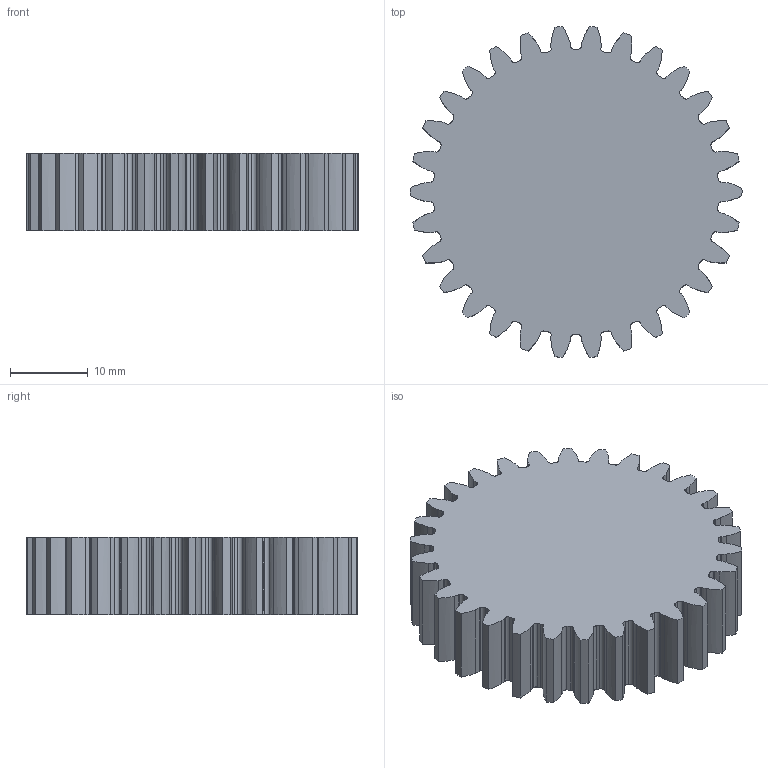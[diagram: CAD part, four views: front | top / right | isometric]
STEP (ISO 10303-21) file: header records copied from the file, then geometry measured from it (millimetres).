
FILE_DESCRIPTION(('FreeCAD Model'),'2;1');
FILE_NAME('Open CASCADE Shape Model','2022-06-16T14:46:09',('Author'),( ''),'Open CASCADE STEP processor 7.5','FreeCAD','Unknown');
FILE_SCHEMA(('AUTOMOTIVE_DESIGN { 1 0 10303 214 1 1 1 1 }'));
Length unit declared in the file: millimetre
Products named in the file (3): big_gear; Extrude; InvoluteGear
Assembly tree (2 placements, depth 2):
  big_gear
    Extrude
    InvoluteGear
Bounding box: 42.66 x 42.52 x 10 mm (x, y, z)
Volume: 12415.2 mm3; surface area: 4982.1 mm2
Topology: 1 solids, 1 shells, 302 faces, 1200 edges, 1200 vertices
Faces by surface type: extrusion 120, cylinder 120, plane 62
Entity records: 25473 total; most frequent: CARTESIAN_POINT 7385, DIRECTION 3130, VECTOR 1920, ORIENTED_EDGE 1800, LINE 1800, PCURVE 1800, DEFINITIONAL_REPRESENTATION 1800, EDGE_CURVE 900
